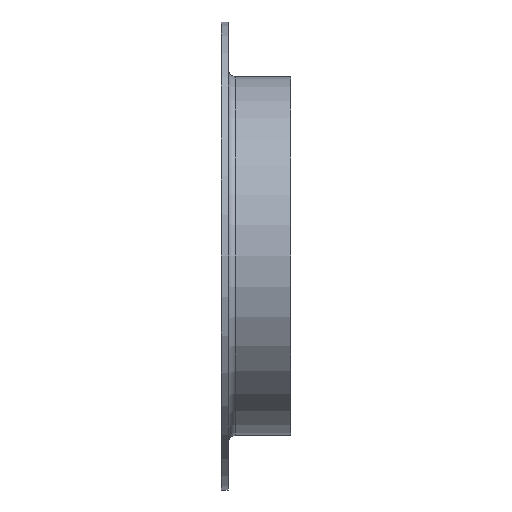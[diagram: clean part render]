
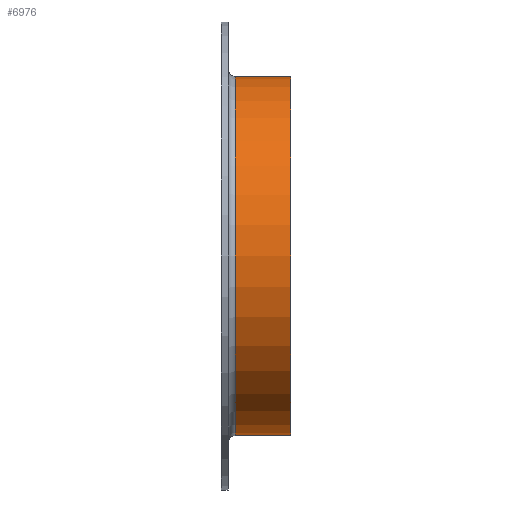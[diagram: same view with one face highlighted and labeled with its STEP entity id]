
A CAD part, front view. The second image highlights one B-rep face of the part: STEP entity #6976.
In plain terms, the highlighted cylindrical face has radius 77.5 mm (diameter 155 mm), a full revolution.
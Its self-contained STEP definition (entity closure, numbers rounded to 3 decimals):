
#544 = DIRECTION ( 'NONE',  ( -1., 0., 0. ) ) ;
#816 = ORIENTED_EDGE ( 'NONE', *, *, #11743, .T. ) ;
#1049 = EDGE_LOOP ( 'NONE', ( #816 ) ) ;
#2015 = DIRECTION ( 'NONE',  ( 0., 0., 1. ) ) ;
#2559 = CARTESIAN_POINT ( 'NONE',  ( 30., 0., 77.5 ) ) ;
#2856 = DIRECTION ( 'NONE',  ( 0., 0., 1. ) ) ;
#3297 = AXIS2_PLACEMENT_3D ( 'NONE', #6626, #11120, #2015 ) ;
#4859 = FACE_OUTER_BOUND ( 'NONE', #10471, .T. ) ;
#4998 = DIRECTION ( 'NONE',  ( 0., 0., 1. ) ) ;
#5256 = CIRCLE ( 'NONE', #13573, 77.5 ) ;
#6151 = CYLINDRICAL_SURFACE ( 'NONE', #9000, 77.5 ) ;
#6626 = CARTESIAN_POINT ( 'NONE',  ( 6., 0., 0. ) ) ;
#6976 = ADVANCED_FACE ( 'NONE', ( #7249, #4859 ), #6151, .T. ) ;
#7013 = VERTEX_POINT ( 'NONE', #11528 ) ;
#7169 = CARTESIAN_POINT ( 'NONE',  ( 30., 0., 0. ) ) ;
#7249 = FACE_OUTER_BOUND ( 'NONE', #1049, .T. ) ;
#8194 = VERTEX_POINT ( 'NONE', #2559 ) ;
#9000 = AXIS2_PLACEMENT_3D ( 'NONE', #13038, #544, #2856 ) ;
#9223 = CIRCLE ( 'NONE', #3297, 77.5 ) ;
#10471 = EDGE_LOOP ( 'NONE', ( #10715 ) ) ;
#10715 = ORIENTED_EDGE ( 'NONE', *, *, #13381, .T. ) ;
#11120 = DIRECTION ( 'NONE',  ( 1., 0., 0. ) ) ;
#11256 = DIRECTION ( 'NONE',  ( -1., 0., 0. ) ) ;
#11528 = CARTESIAN_POINT ( 'NONE',  ( 6., 0., 77.5 ) ) ;
#11743 = EDGE_CURVE ( 'NONE', #7013, #7013, #9223, .T. ) ;
#13038 = CARTESIAN_POINT ( 'NONE',  ( 0., 0., 0. ) ) ;
#13381 = EDGE_CURVE ( 'NONE', #8194, #8194, #5256, .T. ) ;
#13573 = AXIS2_PLACEMENT_3D ( 'NONE', #7169, #11256, #4998 ) ;
